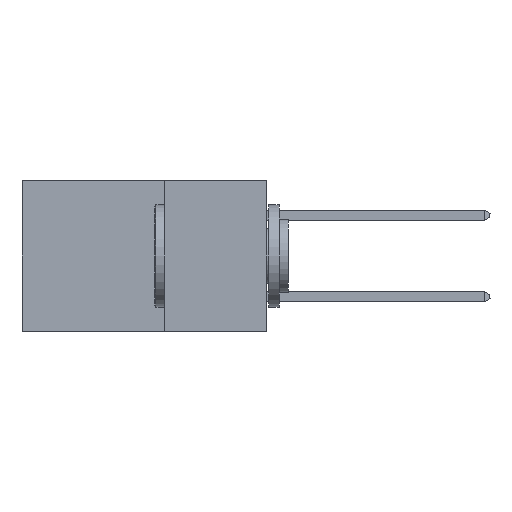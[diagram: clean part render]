
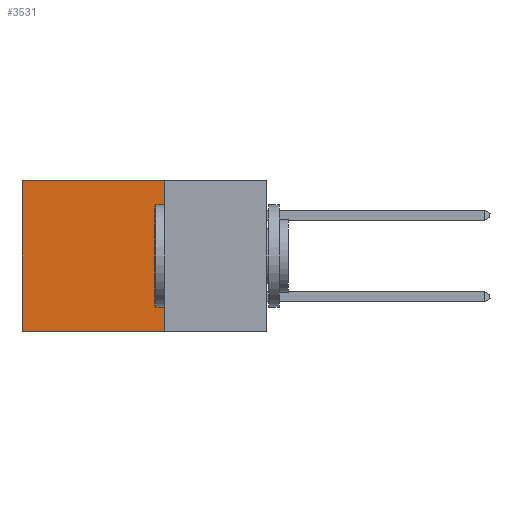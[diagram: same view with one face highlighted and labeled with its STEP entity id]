
A CAD part, left-side view. The second image highlights one B-rep face of the part: STEP entity #3531.
In plain terms, the highlighted planar face has unit normal (-1, 0, 0).
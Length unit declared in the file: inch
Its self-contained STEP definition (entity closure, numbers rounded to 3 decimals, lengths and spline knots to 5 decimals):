
#103 = CARTESIAN_POINT ( 'NONE',  ( 0.2875, 0.25, 0. ) ) ;
#478 = VECTOR ( 'NONE', #486, 39.37008 ) ;
#486 = DIRECTION ( 'NONE',  ( 0., 1., 0. ) ) ;
#637 = EDGE_CURVE ( 'NONE', #20938, #24510, #3512, .T. ) ;
#879 = EDGE_CURVE ( 'NONE', #10069, #24510, #8636, .T. ) ;
#907 = CARTESIAN_POINT ( 'NONE',  ( 0.2875, 0.25, -0.37 ) ) ;
#1858 = DIRECTION ( 'NONE',  ( 0., 0., -1. ) ) ;
#2450 = ORIENTED_EDGE ( 'NONE', *, *, #17144, .F. ) ;
#3512 = LINE ( 'NONE', #907, #6100 ) ;
#3531 = ADVANCED_FACE ( 'NONE', ( #15546 ), #12593, .F. ) ;
#5180 = CARTESIAN_POINT ( 'NONE',  ( 0.2875, 0.6, 0. ) ) ;
#6015 = LINE ( 'NONE', #9727, #478 ) ;
#6100 = VECTOR ( 'NONE', #13126, 39.37008 ) ;
#6564 = ORIENTED_EDGE ( 'NONE', *, *, #8928, .T. ) ;
#8183 = VERTEX_POINT ( 'NONE', #20458 ) ;
#8636 = LINE ( 'NONE', #5180, #18563 ) ;
#8911 = ORIENTED_EDGE ( 'NONE', *, *, #879, .T. ) ;
#8928 = EDGE_CURVE ( 'NONE', #8183, #10069, #6015, .T. ) ;
#9727 = CARTESIAN_POINT ( 'NONE',  ( 0.2875, 0.25, 0. ) ) ;
#10069 = VERTEX_POINT ( 'NONE', #19070 ) ;
#11518 = EDGE_LOOP ( 'NONE', ( #8911, #16510, #2450, #6564 ) ) ;
#11570 = DIRECTION ( 'NONE',  ( 0., 0., -1. ) ) ;
#12434 = DIRECTION ( 'NONE',  ( 0., 0., -1. ) ) ;
#12593 = PLANE ( 'NONE',  #25976 ) ;
#12597 = VECTOR ( 'NONE', #1858, 39.37008 ) ;
#13126 = DIRECTION ( 'NONE',  ( 0., 1., 0. ) ) ;
#14724 = DIRECTION ( 'NONE',  ( 1., 0., 0. ) ) ;
#15546 = FACE_OUTER_BOUND ( 'NONE', #11518, .T. ) ;
#16510 = ORIENTED_EDGE ( 'NONE', *, *, #637, .F. ) ;
#17144 = EDGE_CURVE ( 'NONE', #8183, #20938, #25691, .T. ) ;
#18563 = VECTOR ( 'NONE', #11570, 39.37008 ) ;
#19035 = CARTESIAN_POINT ( 'NONE',  ( 0.2875, 0.25, -0.37 ) ) ;
#19070 = CARTESIAN_POINT ( 'NONE',  ( 0.2875, 0.6, 0. ) ) ;
#20458 = CARTESIAN_POINT ( 'NONE',  ( 0.2875, 0.25, 0. ) ) ;
#20938 = VERTEX_POINT ( 'NONE', #19035 ) ;
#24510 = VERTEX_POINT ( 'NONE', #25251 ) ;
#25251 = CARTESIAN_POINT ( 'NONE',  ( 0.2875, 0.6, -0.37 ) ) ;
#25691 = LINE ( 'NONE', #26372, #12597 ) ;
#25976 = AXIS2_PLACEMENT_3D ( 'NONE', #103, #14724, #12434 ) ;
#26372 = CARTESIAN_POINT ( 'NONE',  ( 0.2875, 0.25, 0. ) ) ;
